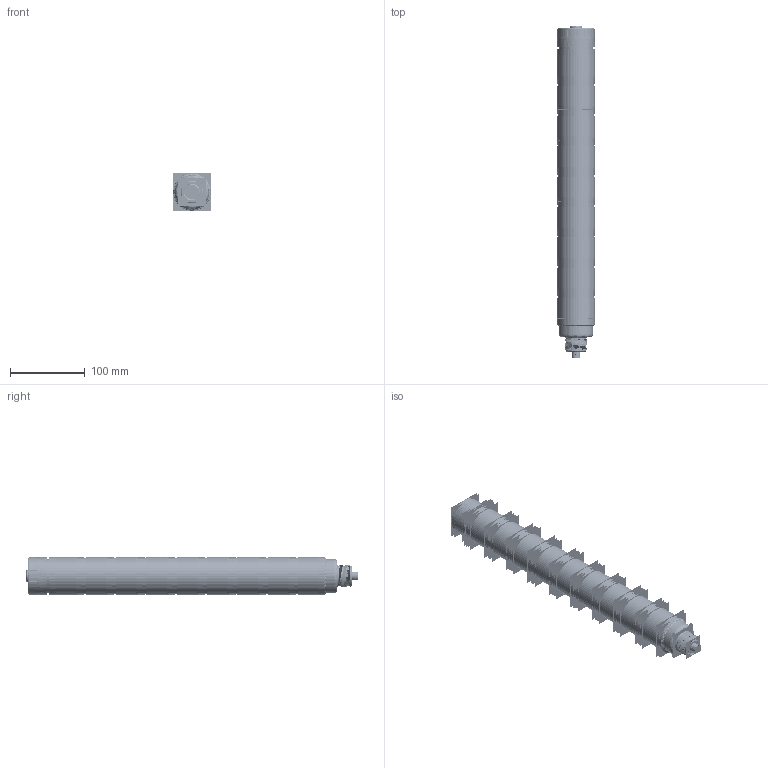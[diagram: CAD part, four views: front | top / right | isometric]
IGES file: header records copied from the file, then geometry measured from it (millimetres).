
Start section:  PTC IGES file: 205827.igs
Global section: file name: 205827.igs; native system: Creo Parametric by PTC Inc.; preprocessor: 2016260; author: pdmadmin; organization: Unknown; date: 20180427.130443; units: millimetre
Bounding box: 52.02 x 445.18 x 52 mm (x, y, z)
Volume: 247044.4 mm3; surface area: 2006573.1 mm2
Topology: 23 solids, 23 shells, 7264 faces, 36792 edges, 46141 vertices
Faces by surface type: bspline 4060, revolution 3204
